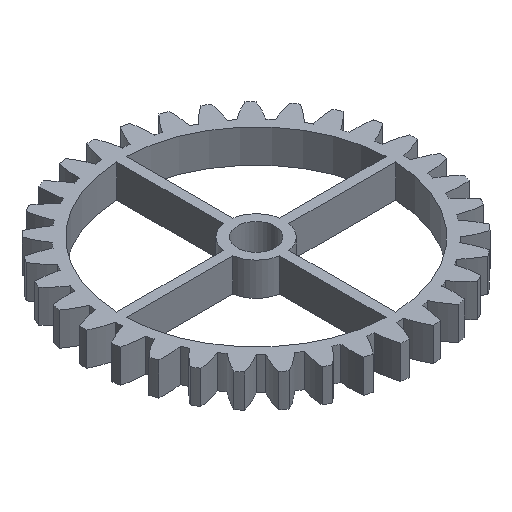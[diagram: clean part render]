
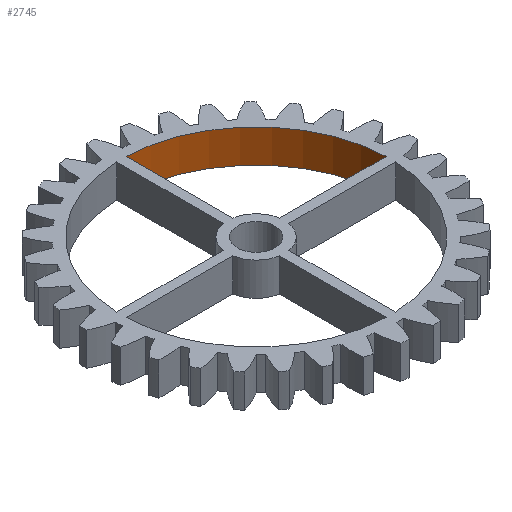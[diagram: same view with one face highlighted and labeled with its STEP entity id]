
A CAD part, isometric view. The second image highlights one B-rep face of the part: STEP entity #2745.
In plain terms, the highlighted cylindrical face has radius 28.5 mm (diameter 57 mm), a partial arc.
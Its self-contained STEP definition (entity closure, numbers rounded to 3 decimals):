
#41=FACE_OUTER_BOUND('',#192,.T.);
#192=EDGE_LOOP('',(#1728,#1729,#1730,#1731));
#359=LINE('',#4418,#524);
#360=LINE('',#4424,#525);
#524=VECTOR('',#3384,10.);
#525=VECTOR('',#3391,10.);
#683=CIRCLE('',#2926,28.5);
#684=CIRCLE('',#2927,28.5);
#970=VERTEX_POINT('',#4412);
#972=VERTEX_POINT('',#4416);
#973=VERTEX_POINT('',#4420);
#974=VERTEX_POINT('',#4422);
#1275=EDGE_CURVE('',#972,#970,#359,.T.);
#1276=EDGE_CURVE('',#970,#973,#683,.T.);
#1277=EDGE_CURVE('',#974,#972,#684,.T.);
#1278=EDGE_CURVE('',#974,#973,#360,.T.);
#1728=ORIENTED_EDGE('',*,*,#1276,.F.);
#1729=ORIENTED_EDGE('',*,*,#1275,.F.);
#1730=ORIENTED_EDGE('',*,*,#1277,.F.);
#1731=ORIENTED_EDGE('',*,*,#1278,.T.);
#2601=CYLINDRICAL_SURFACE('',#2925,28.5);
#2745=ADVANCED_FACE('',(#41),#2601,.F.);
#2925=AXIS2_PLACEMENT_3D('',#4419,#3385,#3386);
#2926=AXIS2_PLACEMENT_3D('',#4421,#3387,#3388);
#2927=AXIS2_PLACEMENT_3D('',#4423,#3389,#3390);
#3384=DIRECTION('',(0.,0.,-1.));
#3385=DIRECTION('center_axis',(0.,0.,-1.));
#3386=DIRECTION('ref_axis',(1.,0.,0.));
#3387=DIRECTION('center_axis',(0.,0.,1.));
#3388=DIRECTION('ref_axis',(1.,0.,0.));
#3389=DIRECTION('center_axis',(0.,0.,-1.));
#3390=DIRECTION('ref_axis',(1.,0.,0.));
#3391=DIRECTION('',(0.,0.,-1.));
#4412=CARTESIAN_POINT('',(28.482,1.,0.));
#4416=CARTESIAN_POINT('',(28.482,1.,7.));
#4418=CARTESIAN_POINT('',(28.482,1.,7.));
#4419=CARTESIAN_POINT('Origin',(0.,0.,7.));
#4420=CARTESIAN_POINT('',(1.,28.482,0.));
#4421=CARTESIAN_POINT('Origin',(0.,0.,0.));
#4422=CARTESIAN_POINT('',(1.,28.482,7.));
#4423=CARTESIAN_POINT('Origin',(0.,0.,7.));
#4424=CARTESIAN_POINT('',(1.,28.482,7.));
